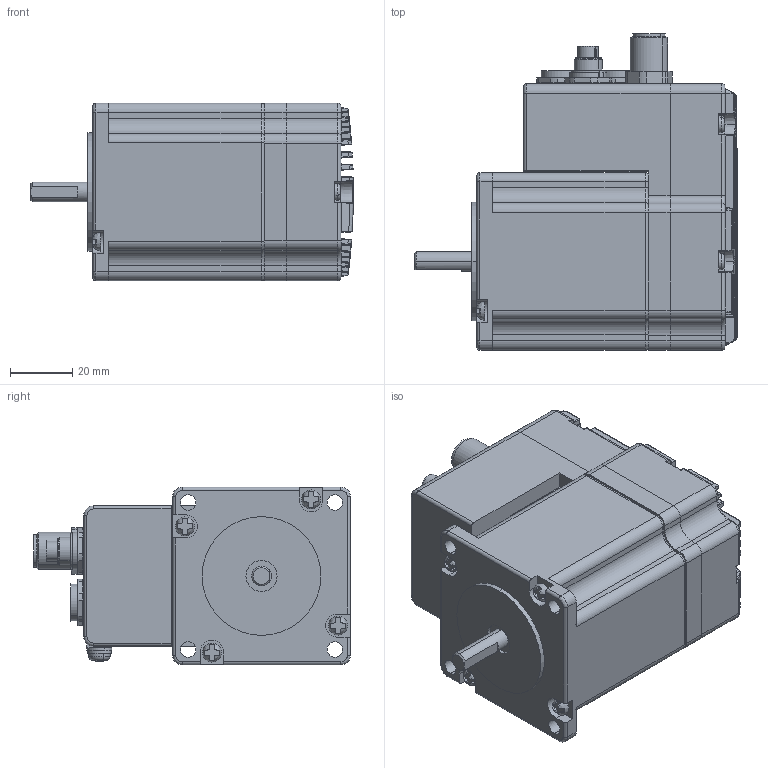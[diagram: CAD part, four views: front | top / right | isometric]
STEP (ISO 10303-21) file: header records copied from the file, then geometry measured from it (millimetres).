
FILE_DESCRIPTION (( 'STEP AP203' ), '1' );
FILE_NAME ('P119-MO-056-02-R01.STEP', '2020-04-24T01:13:20', ( '' ), ( '' ), 'SwSTEP 2.0', 'SolidWorks 2018', '' );
FILE_SCHEMA (( 'CONFIG_CONTROL_DESIGN' ));
Length unit declared in the file: millimetre
Products named in the file (28): pan cross head_ks_KS 1023 PC- M3 x 20-N; sams; M119-EC-056-03-R00; 791091003; pan cross head_ks_KS 1023 PC- M4 x 6-N; 目池磐-家南-4P(傈盔)_荐 (09-0411-30-04)-1; M119-EC-056-01-R00; M119-EC-042-03-R00; spring lock washer_2_jis_JIS B 1251 No.2 4; 56EC-PCB1-01; M119-EC-056-02-R02; 42EC-PCB3-01; 877600816; 21mm OD6.35mm; 56EC-PCB2-01; 目池磐-家南-4P(傈盔)_荐 (09-0411-30-04)-2; 56EC-PCB3-01; KMG; 86_1031_1100_00012-2; 20R-JMCS-G-B-TF(NSA); 20PS-JMCS-G-1B-TF(N); 09-0408-30-03(鱔褐)-1; 09-0408-30-03(鱔褐)-2; P119-MO-056-02-R01; small circular plain washer_jis_JIS B 1256 Small circular 4; 86_1031_1100_00012-1; pan cross head_ks_KS 1023 PC- M3 x 25-N; M117-MO-056-02-R00
Assembly tree (36 placements, depth 3):
  P119-MO-056-02-R01
    M119-EC-042-03-R00
    pan cross head_ks_KS 1023 PC- M3 x 20-N  x2
    pan cross head_ks_KS 1023 PC- M3 x 25-N  x3
    KMG
    M119-EC-056-01-R00
    M119-EC-056-02-R02
    56EC-PCB1-01
    42EC-PCB3-01
    56EC-PCB3-01
    目池磐-家南-4P(傈盔)_荐 (09-0411-30-04)-1
    目池磐-家南-4P(傈盔)_荐 (09-0411-30-04)-2
    09-0408-30-03(鱔褐)-1  x2
    09-0408-30-03(鱔褐)-2  x2
    86_1031_1100_00012-1
    86_1031_1100_00012-2
    56EC-PCB2-01
    877600816  x2
    20PS-JMCS-G-1B-TF(N)  x2
    20R-JMCS-G-B-TF(NSA)  x2
    791091003  x2
    21mm OD6.35mm
    M119-EC-056-03-R00
    M117-MO-056-02-R00
    sams
      small circular plain washer_jis_JIS B 1256 Small circular 4
      spring lock washer_2_jis_JIS B 1251 No.2 4
      pan cross head_ks_KS 1023 PC- M4 x 6-N
Bounding box: 103.6 x 101.6 x 57 mm (x, y, z)
Volume: 239668.6 mm3; surface area: 99107.5 mm2
Topology: 40 solids, 40 shells, 4962 faces, 13050 edges, 8274 vertices
Faces by surface type: plane 2990, cylinder 1178, bspline 363, cone 293, sphere 76, torus 62
Entity records: 117848 total; most frequent: CARTESIAN_POINT 30285, ORIENTED_EDGE 18098, DIRECTION 17019, EDGE_CURVE 9049, VECTOR 5781, LINE 5781, VERTEX_POINT 5738, AXIS2_PLACEMENT_3D 5619
